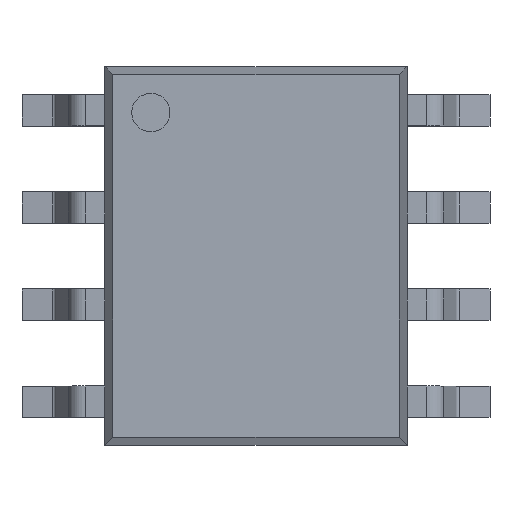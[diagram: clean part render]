
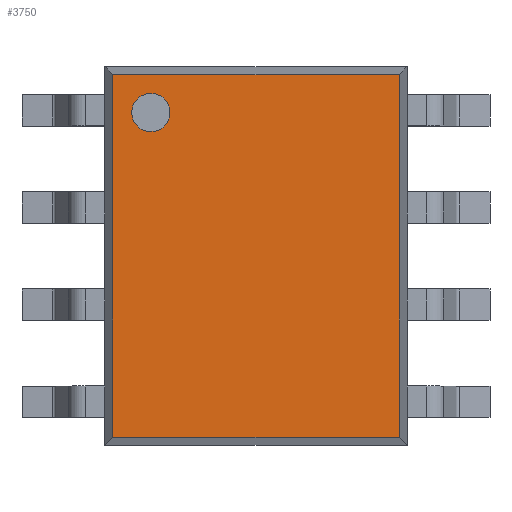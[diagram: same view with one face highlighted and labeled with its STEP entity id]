
A CAD part, top view. The second image highlights one B-rep face of the part: STEP entity #3750.
In plain terms, the highlighted planar face has unit normal (0, 0, 1).
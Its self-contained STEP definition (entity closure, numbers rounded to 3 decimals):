
#2 = CARTESIAN_POINT ( 'NONE',  ( -1.975, 2.371, 1.75 ) ) ;
#41 = AXIS2_PLACEMENT_3D ( 'NONE', #3971, #3691, #4006 ) ;
#65 = CIRCLE ( 'NONE', #1393, 0.25 ) ;
#143 = DIRECTION ( 'NONE',  ( 0., 1., 0. ) ) ;
#214 = VERTEX_POINT ( 'NONE', #2298 ) ;
#262 = VECTOR ( 'NONE', #340, 1000. ) ;
#273 = ORIENTED_EDGE ( 'NONE', *, *, #3308, .F. ) ;
#298 = EDGE_LOOP ( 'NONE', ( #273, #1246 ) ) ;
#340 = DIRECTION ( 'NONE',  ( -1., 0., 0. ) ) ;
#568 = CARTESIAN_POINT ( 'NONE',  ( 1.975, -2.371, 1.75 ) ) ;
#596 = DIRECTION ( 'NONE',  ( 0., -1., 0. ) ) ;
#643 = VECTOR ( 'NONE', #143, 1000. ) ;
#683 = CARTESIAN_POINT ( 'NONE',  ( -1.375, 1.875, 1.75 ) ) ;
#990 = DIRECTION ( 'NONE',  ( 0., 0., 1. ) ) ;
#1023 = DIRECTION ( 'NONE',  ( 1., 0., 0. ) ) ;
#1112 = VERTEX_POINT ( 'NONE', #2523 ) ;
#1167 = CARTESIAN_POINT ( 'NONE',  ( -1.125, 1.875, 1.75 ) ) ;
#1246 = ORIENTED_EDGE ( 'NONE', *, *, #3533, .F. ) ;
#1295 = ORIENTED_EDGE ( 'NONE', *, *, #3430, .T. ) ;
#1303 = VERTEX_POINT ( 'NONE', #1167 ) ;
#1345 = PLANE ( 'NONE',  #41 ) ;
#1385 = EDGE_LOOP ( 'NONE', ( #3941, #1295, #1903, #3633 ) ) ;
#1393 = AXIS2_PLACEMENT_3D ( 'NONE', #683, #2965, #1023 ) ;
#1400 = CARTESIAN_POINT ( 'NONE',  ( 1.871, -2.371, 1.75 ) ) ;
#1603 = CARTESIAN_POINT ( 'NONE',  ( -1.871, -2.475, 1.75 ) ) ;
#1805 = FACE_BOUND ( 'NONE', #298, .T. ) ;
#1903 = ORIENTED_EDGE ( 'NONE', *, *, #3725, .T. ) ;
#1963 = VECTOR ( 'NONE', #596, 1000. ) ;
#2039 = LINE ( 'NONE', #2, #262 ) ;
#2083 = LINE ( 'NONE', #1603, #1963 ) ;
#2161 = VERTEX_POINT ( 'NONE', #3221 ) ;
#2298 = CARTESIAN_POINT ( 'NONE',  ( -1.871, -2.371, 1.75 ) ) ;
#2365 = CARTESIAN_POINT ( 'NONE',  ( -1.375, 1.875, 1.75 ) ) ;
#2441 = CARTESIAN_POINT ( 'NONE',  ( 1.871, 2.475, 1.75 ) ) ;
#2523 = CARTESIAN_POINT ( 'NONE',  ( 1.871, 2.371, 1.75 ) ) ;
#2555 = DIRECTION ( 'NONE',  ( 1., 0., 0. ) ) ;
#2744 = FACE_OUTER_BOUND ( 'NONE', #1385, .T. ) ;
#2850 = LINE ( 'NONE', #2441, #643 ) ;
#2879 = EDGE_CURVE ( 'NONE', #1112, #2967, #2039, .T. ) ;
#2965 = DIRECTION ( 'NONE',  ( 0., 0., 1. ) ) ;
#2967 = VERTEX_POINT ( 'NONE', #3353 ) ;
#3014 = EDGE_CURVE ( 'NONE', #3887, #1112, #2850, .T. ) ;
#3139 = AXIS2_PLACEMENT_3D ( 'NONE', #2365, #990, #3332 ) ;
#3221 = CARTESIAN_POINT ( 'NONE',  ( -1.625, 1.875, 1.75 ) ) ;
#3308 = EDGE_CURVE ( 'NONE', #1303, #2161, #65, .T. ) ;
#3332 = DIRECTION ( 'NONE',  ( 1., 0., 0. ) ) ;
#3335 = VECTOR ( 'NONE', #2555, 1000. ) ;
#3353 = CARTESIAN_POINT ( 'NONE',  ( -1.871, 2.371, 1.75 ) ) ;
#3430 = EDGE_CURVE ( 'NONE', #2967, #214, #2083, .T. ) ;
#3443 = CIRCLE ( 'NONE', #3139, 0.25 ) ;
#3533 = EDGE_CURVE ( 'NONE', #2161, #1303, #3443, .T. ) ;
#3633 = ORIENTED_EDGE ( 'NONE', *, *, #3014, .T. ) ;
#3691 = DIRECTION ( 'NONE',  ( 0., 0., 1. ) ) ;
#3725 = EDGE_CURVE ( 'NONE', #214, #3887, #4219, .T. ) ;
#3750 = ADVANCED_FACE ( 'NONE', ( #1805, #2744 ), #1345, .T. ) ;
#3887 = VERTEX_POINT ( 'NONE', #1400 ) ;
#3941 = ORIENTED_EDGE ( 'NONE', *, *, #2879, .T. ) ;
#3971 = CARTESIAN_POINT ( 'NONE',  ( 0., 0., 1.75 ) ) ;
#4006 = DIRECTION ( 'NONE',  ( 1., 0., 0. ) ) ;
#4219 = LINE ( 'NONE', #568, #3335 ) ;
